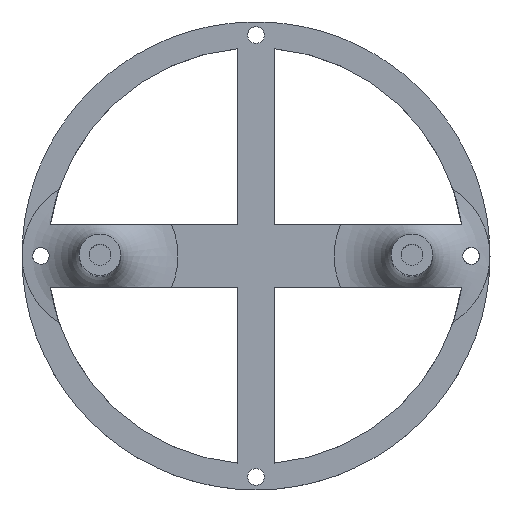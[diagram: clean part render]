
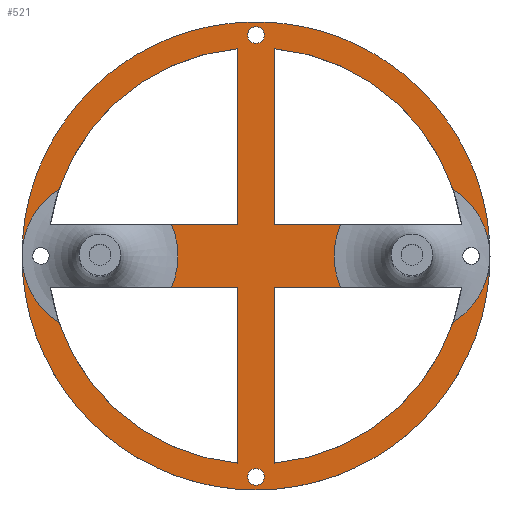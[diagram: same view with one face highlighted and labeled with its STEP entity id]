
A CAD part, top view. The second image highlights one B-rep face of the part: STEP entity #521.
In plain terms, the highlighted planar face has unit normal (0, 0, 1).
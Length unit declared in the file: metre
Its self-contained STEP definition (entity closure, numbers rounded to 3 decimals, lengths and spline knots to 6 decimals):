
#15=CIRCLE('',#551,0.04);
#17=CIRCLE('',#558,0.04);
#20=CIRCLE('',#564,0.04);
#22=CIRCLE('',#567,0.04);
#23=CIRCLE('',#569,0.0016);
#25=CIRCLE('',#572,0.0016);
#28=CIRCLE('',#577,0.045);
#29=CIRCLE('',#578,0.045);
#31=CIRCLE('',#581,0.015);
#32=CIRCLE('',#582,0.015);
#33=CIRCLE('',#583,0.015);
#34=CIRCLE('',#584,0.015);
#35=CIRCLE('',#585,0.015);
#36=CIRCLE('',#586,0.015);
#135=ORIENTED_EDGE('',*,*,#254,.F.);
#136=ORIENTED_EDGE('',*,*,#252,.F.);
#137=ORIENTED_EDGE('',*,*,#213,.T.);
#138=ORIENTED_EDGE('',*,*,#261,.T.);
#139=ORIENTED_EDGE('',*,*,#233,.F.);
#140=ORIENTED_EDGE('',*,*,#238,.T.);
#141=ORIENTED_EDGE('',*,*,#251,.F.);
#142=ORIENTED_EDGE('',*,*,#262,.T.);
#143=ORIENTED_EDGE('',*,*,#259,.T.);
#144=ORIENTED_EDGE('',*,*,#263,.T.);
#145=ORIENTED_EDGE('',*,*,#221,.F.);
#146=ORIENTED_EDGE('',*,*,#243,.F.);
#147=ORIENTED_EDGE('',*,*,#217,.F.);
#148=ORIENTED_EDGE('',*,*,#264,.T.);
#149=ORIENTED_EDGE('',*,*,#225,.F.);
#150=ORIENTED_EDGE('',*,*,#230,.T.);
#151=ORIENTED_EDGE('',*,*,#248,.F.);
#152=ORIENTED_EDGE('',*,*,#265,.T.);
#153=ORIENTED_EDGE('',*,*,#258,.T.);
#154=ORIENTED_EDGE('',*,*,#266,.T.);
#155=ORIENTED_EDGE('',*,*,#240,.F.);
#156=ORIENTED_EDGE('',*,*,#208,.F.);
#208=EDGE_CURVE('',#277,#278,#328,.T.);
#213=EDGE_CURVE('',#277,#281,#332,.T.);
#217=EDGE_CURVE('',#285,#286,#335,.T.);
#221=EDGE_CURVE('',#288,#289,#15,.T.);
#225=EDGE_CURVE('',#292,#293,#340,.T.);
#230=EDGE_CURVE('',#292,#296,#344,.T.);
#233=EDGE_CURVE('',#299,#300,#347,.T.);
#238=EDGE_CURVE('',#299,#303,#351,.T.);
#240=EDGE_CURVE('',#278,#304,#17,.T.);
#243=EDGE_CURVE('',#286,#288,#353,.T.);
#248=EDGE_CURVE('',#307,#296,#20,.T.);
#251=EDGE_CURVE('',#308,#303,#22,.T.);
#252=EDGE_CURVE('',#309,#309,#23,.T.);
#254=EDGE_CURVE('',#311,#311,#25,.T.);
#258=EDGE_CURVE('',#315,#316,#28,.T.);
#259=EDGE_CURVE('',#316,#315,#29,.T.);
#261=EDGE_CURVE('',#281,#300,#31,.F.);
#262=EDGE_CURVE('',#308,#316,#32,.F.);
#263=EDGE_CURVE('',#315,#289,#33,.F.);
#264=EDGE_CURVE('',#285,#293,#34,.F.);
#265=EDGE_CURVE('',#307,#315,#35,.F.);
#266=EDGE_CURVE('',#316,#304,#36,.F.);
#277=VERTEX_POINT('',#762);
#278=VERTEX_POINT('',#764);
#281=VERTEX_POINT('',#785);
#285=VERTEX_POINT('',#807);
#286=VERTEX_POINT('',#809);
#288=VERTEX_POINT('',#815);
#289=VERTEX_POINT('',#817);
#292=VERTEX_POINT('',#827);
#293=VERTEX_POINT('',#829);
#296=VERTEX_POINT('',#850);
#299=VERTEX_POINT('',#857);
#300=VERTEX_POINT('',#859);
#303=VERTEX_POINT('',#880);
#304=VERTEX_POINT('',#885);
#307=VERTEX_POINT('',#916);
#308=VERTEX_POINT('',#924);
#309=VERTEX_POINT('',#928);
#311=VERTEX_POINT('',#933);
#315=VERTEX_POINT('',#954);
#316=VERTEX_POINT('',#955);
#328=LINE('',#763,#356);
#332=LINE('',#786,#360);
#335=LINE('',#808,#363);
#340=LINE('',#828,#368);
#344=LINE('',#851,#372);
#347=LINE('',#858,#375);
#351=LINE('',#881,#379);
#353=LINE('',#892,#381);
#356=VECTOR('',#612,1.);
#360=VECTOR('',#618,1.);
#363=VECTOR('',#623,1.);
#368=VECTOR('',#636,1.);
#372=VECTOR('',#642,1.);
#375=VECTOR('',#647,1.);
#379=VECTOR('',#653,1.);
#381=VECTOR('',#663,1.);
#404=EDGE_LOOP('',(#135));
#405=EDGE_LOOP('',(#136));
#406=EDGE_LOOP('',(#137,#138,#139,#140,#141,#142,#143,#144,#145,#146,#147,
#148,#149,#150,#151,#152,#153,#154,#155,#156));
#458=FACE_BOUND('',#404,.T.);
#459=FACE_BOUND('',#405,.T.);
#460=FACE_BOUND('',#406,.T.);
#498=PLANE('',#580);
#521=ADVANCED_FACE('',(#458,#459,#460),#498,.T.);
#551=AXIS2_PLACEMENT_3D('',#816,#630,#631);
#558=AXIS2_PLACEMENT_3D('',#884,#658,#659);
#564=AXIS2_PLACEMENT_3D('',#917,#672,#673);
#567=AXIS2_PLACEMENT_3D('',#925,#678,#679);
#569=AXIS2_PLACEMENT_3D('',#927,#682,#683);
#572=AXIS2_PLACEMENT_3D('',#932,#688,#689);
#577=AXIS2_PLACEMENT_3D('',#953,#698,#699);
#578=AXIS2_PLACEMENT_3D('',#956,#700,#701);
#580=AXIS2_PLACEMENT_3D('',#959,#704,#705);
#581=AXIS2_PLACEMENT_3D('',#960,#706,#707);
#582=AXIS2_PLACEMENT_3D('',#961,#708,#709);
#583=AXIS2_PLACEMENT_3D('',#962,#710,#711);
#584=AXIS2_PLACEMENT_3D('',#963,#712,#713);
#585=AXIS2_PLACEMENT_3D('',#964,#714,#715);
#586=AXIS2_PLACEMENT_3D('',#965,#716,#717);
#612=DIRECTION('',(0.,1.,0.));
#618=DIRECTION('',(-1.,0.,0.));
#623=DIRECTION('',(-1.,0.,0.));
#630=DIRECTION('',(0.,0.,1.));
#631=DIRECTION('',(1.,0.,0.));
#636=DIRECTION('',(1.,0.,0.));
#642=DIRECTION('',(0.,1.,0.));
#647=DIRECTION('',(-1.,0.,0.));
#653=DIRECTION('',(0.,-1.,0.));
#658=DIRECTION('',(0.,0.,1.));
#659=DIRECTION('',(1.,0.,0.));
#663=DIRECTION('',(0.,-1.,0.));
#672=DIRECTION('',(0.,0.,1.));
#673=DIRECTION('',(1.,0.,0.));
#678=DIRECTION('',(0.,0.,1.));
#679=DIRECTION('',(1.,0.,0.));
#682=DIRECTION('',(0.,0.,1.));
#683=DIRECTION('',(1.,0.,0.));
#688=DIRECTION('',(0.,0.,1.));
#689=DIRECTION('',(1.,0.,0.));
#698=DIRECTION('',(0.,0.,1.));
#699=DIRECTION('',(1.,0.,0.));
#700=DIRECTION('',(0.,0.,1.));
#701=DIRECTION('',(1.,0.,0.));
#704=DIRECTION('',(0.,0.,1.));
#705=DIRECTION('',(1.,0.,0.));
#706=DIRECTION('',(0.,0.,1.));
#707=DIRECTION('',(1.,0.,0.));
#708=DIRECTION('',(0.,0.,1.));
#709=DIRECTION('',(1.,0.,0.));
#710=DIRECTION('',(0.,0.,1.));
#711=DIRECTION('',(1.,0.,0.));
#712=DIRECTION('',(0.,0.,1.));
#713=DIRECTION('',(1.,0.,0.));
#714=DIRECTION('',(0.,0.,1.));
#715=DIRECTION('',(1.,0.,0.));
#716=DIRECTION('',(0.,0.,1.));
#717=DIRECTION('',(1.,0.,0.));
#762=CARTESIAN_POINT('',(-0.0035,0.006,0.0065));
#763=CARTESIAN_POINT('',(-0.0035,0.022923,0.0065));
#764=CARTESIAN_POINT('',(-0.0035,0.039847,0.0065));
#785=CARTESIAN_POINT('',(-0.016252,0.006,0.0065));
#786=CARTESIAN_POINT('',(-0.01975,0.006,0.0065));
#807=CARTESIAN_POINT('',(0.016252,-0.006,0.0065));
#808=CARTESIAN_POINT('',(0.01975,-0.006,0.0065));
#809=CARTESIAN_POINT('',(0.0035,-0.006,0.0065));
#815=CARTESIAN_POINT('',(0.0035,-0.039847,0.0065));
#816=CARTESIAN_POINT('',(0.,0.,0.0065));
#817=CARTESIAN_POINT('',(0.037917,-0.012741,0.0065));
#827=CARTESIAN_POINT('',(0.0035,0.006,0.0065));
#828=CARTESIAN_POINT('',(0.037774,0.006,0.0065));
#829=CARTESIAN_POINT('',(0.016252,0.006,0.0065));
#850=CARTESIAN_POINT('',(0.0035,0.039847,0.0065));
#851=CARTESIAN_POINT('',(0.0035,0.022923,0.0065));
#857=CARTESIAN_POINT('',(-0.0035,-0.006,0.0065));
#858=CARTESIAN_POINT('',(-0.01975,-0.006,0.0065));
#859=CARTESIAN_POINT('',(-0.016252,-0.006,0.0065));
#880=CARTESIAN_POINT('',(-0.0035,-0.039847,0.0065));
#881=CARTESIAN_POINT('',(-0.0035,-0.022923,0.0065));
#884=CARTESIAN_POINT('',(0.,0.,0.0065));
#885=CARTESIAN_POINT('',(-0.037917,0.012741,0.0065));
#892=CARTESIAN_POINT('',(0.0035,-0.022923,0.0065));
#916=CARTESIAN_POINT('',(0.037917,0.012741,0.0065));
#917=CARTESIAN_POINT('',(0.,0.,0.0065));
#924=CARTESIAN_POINT('',(-0.037917,-0.012741,0.0065));
#925=CARTESIAN_POINT('',(0.,0.,0.0065));
#927=CARTESIAN_POINT('',(0.,0.042491,0.0065));
#928=CARTESIAN_POINT('',(0.0016,0.042491,0.0065));
#932=CARTESIAN_POINT('',(0.,-0.042491,0.0065));
#933=CARTESIAN_POINT('',(0.0016,-0.042491,0.0065));
#953=CARTESIAN_POINT('',(0.,0.,0.0065));
#954=CARTESIAN_POINT('',(0.045,0.,0.0065));
#955=CARTESIAN_POINT('',(-0.045,0.,0.0065));
#956=CARTESIAN_POINT('',(0.,0.,0.0065));
#959=CARTESIAN_POINT('',(0.,0.,0.0065));
#960=CARTESIAN_POINT('',(-0.03,0.,0.0065));
#961=CARTESIAN_POINT('',(-0.03,0.,0.0065));
#962=CARTESIAN_POINT('',(0.03,0.,0.0065));
#963=CARTESIAN_POINT('',(0.03,0.,0.0065));
#964=CARTESIAN_POINT('',(0.03,0.,0.0065));
#965=CARTESIAN_POINT('',(-0.03,0.,0.0065));
